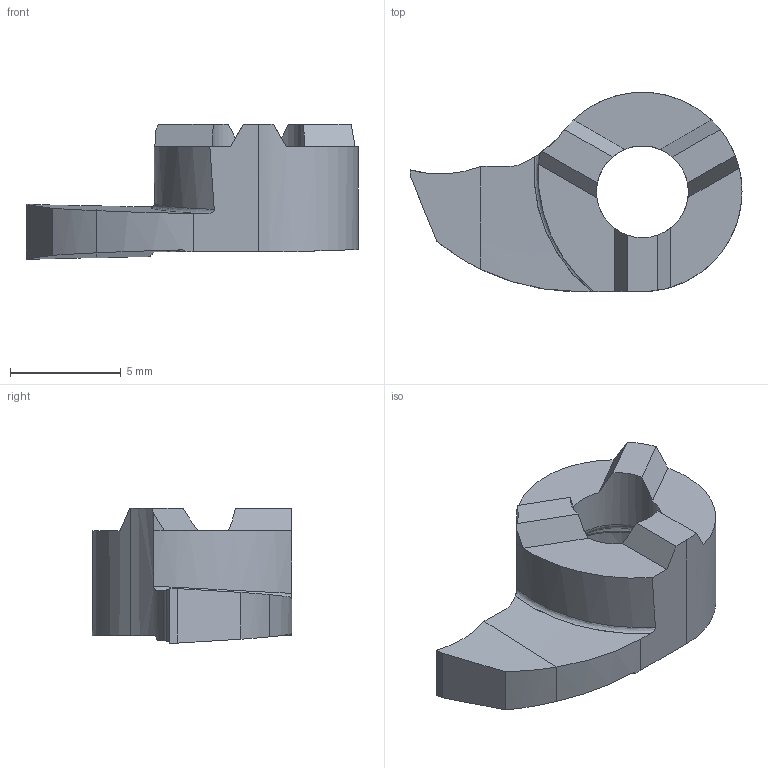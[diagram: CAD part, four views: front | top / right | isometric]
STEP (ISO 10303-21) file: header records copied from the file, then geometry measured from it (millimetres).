
FILE_DESCRIPTION(/* description */ (''),/* implementation_level */ '2;1');
FILE_NAME(/* name */ '1639312374670.stp',/* time_stamp */ '2021-12-12T18:03:10+06:00',/* author */ (''),/* organization */ ('SMS'),/* preprocessor_version */ 'ST-DEVELOPER v16.7',/* originating_system */ 'SIEMENS PLM Software NX 12.0',/* authorisation */ '');
FILE_SCHEMA (('AUTOMOTIVE_DESIGN { 1 0 10303 214 3 1 1 1 }'));
Length unit declared in the file: millimetre
Products named in the file (1): 203814363mod000_00
Bounding box: 15 x 9 x 6.1 mm (x, y, z)
Volume: 280 mm3; surface area: 424.9 mm2
Topology: 2 solids, 2 shells, 51 faces, 139 edges, 93 vertices
Faces by surface type: plane 22, bspline 12, cylinder 9, torus 4, cone 4
Entity records: 1925 total; most frequent: CARTESIAN_POINT 720, ORIENTED_EDGE 276, DIRECTION 200, EDGE_CURVE 138, VERTEX_POINT 89, AXIS2_PLACEMENT_3D 80, ADVANCED_FACE 51, FACE_OUTER_BOUND 51
